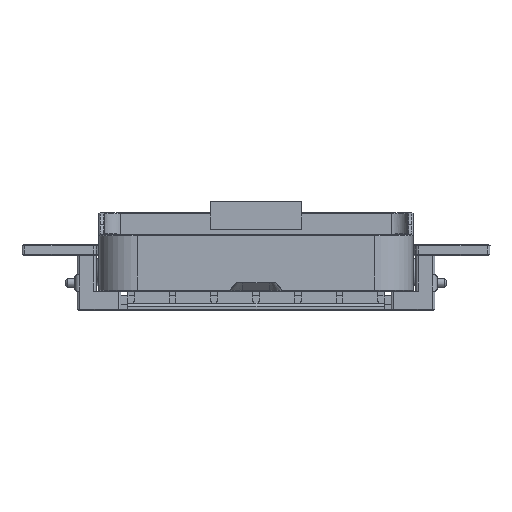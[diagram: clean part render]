
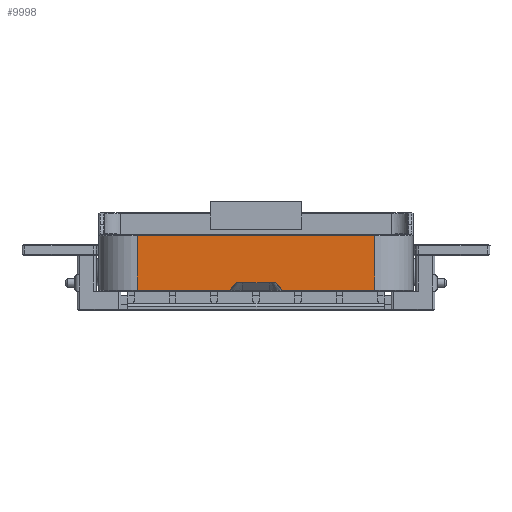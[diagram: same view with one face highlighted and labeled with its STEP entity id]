
A CAD part, front view. The second image highlights one B-rep face of the part: STEP entity #9998.
In plain terms, the highlighted planar face has unit normal (0, -1, 0).
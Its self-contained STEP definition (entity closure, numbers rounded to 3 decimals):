
#503=PLANE('',#10807);
#1086=FACE_OUTER_BOUND('',#1691,.T.);
#1691=EDGE_LOOP('',(#8757,#8758,#8759,#8760,#8761,#8762,#8763,#8764));
#2699=LINE('',#15995,#3805);
#2717=LINE('',#16048,#3823);
#2725=LINE('',#16070,#3831);
#2729=LINE('',#16089,#3835);
#2733=LINE('',#16100,#3839);
#2734=LINE('',#16101,#3840);
#2735=LINE('',#16103,#3841);
#2736=LINE('',#16104,#3842);
#3805=VECTOR('',#13082,10.);
#3823=VECTOR('',#13134,10.);
#3831=VECTOR('',#13158,10.);
#3835=VECTOR('',#13166,10.);
#3839=VECTOR('',#13178,10.);
#3840=VECTOR('',#13179,10.);
#3841=VECTOR('',#13180,10.);
#3842=VECTOR('',#13181,10.);
#4937=VERTEX_POINT('',#15992);
#4938=VERTEX_POINT('',#15994);
#4955=VERTEX_POINT('',#16046);
#4956=VERTEX_POINT('',#16047);
#4962=VERTEX_POINT('',#16069);
#4967=VERTEX_POINT('',#16087);
#4970=VERTEX_POINT('',#16099);
#4971=VERTEX_POINT('',#16102);
#6216=EDGE_CURVE('',#4937,#4938,#2699,.T.);
#6242=EDGE_CURVE('',#4955,#4956,#2717,.T.);
#6254=EDGE_CURVE('',#4956,#4962,#2725,.T.);
#6261=EDGE_CURVE('',#4955,#4967,#2729,.T.);
#6266=EDGE_CURVE('',#4967,#4970,#2733,.T.);
#6267=EDGE_CURVE('',#4970,#4938,#2734,.T.);
#6268=EDGE_CURVE('',#4971,#4937,#2735,.T.);
#6269=EDGE_CURVE('',#4962,#4971,#2736,.T.);
#8757=ORIENTED_EDGE('',*,*,#6242,.F.);
#8758=ORIENTED_EDGE('',*,*,#6261,.T.);
#8759=ORIENTED_EDGE('',*,*,#6266,.T.);
#8760=ORIENTED_EDGE('',*,*,#6267,.T.);
#8761=ORIENTED_EDGE('',*,*,#6216,.F.);
#8762=ORIENTED_EDGE('',*,*,#6268,.F.);
#8763=ORIENTED_EDGE('',*,*,#6269,.F.);
#8764=ORIENTED_EDGE('',*,*,#6254,.F.);
#9998=ADVANCED_FACE('',(#1086),#503,.T.);
#10807=AXIS2_PLACEMENT_3D('',#16098,#13176,#13177);
#13082=DIRECTION('',(-1.,0.,0.));
#13134=DIRECTION('',(-1.,0.,0.));
#13158=DIRECTION('',(0.,0.,1.));
#13166=DIRECTION('',(0.707,0.,0.707));
#13176=DIRECTION('center_axis',(0.,-1.,0.));
#13177=DIRECTION('ref_axis',(1.,0.,0.));
#13178=DIRECTION('',(1.,0.,0.));
#13179=DIRECTION('',(0.707,0.,-0.707));
#13180=DIRECTION('',(0.,0.,-1.));
#13181=DIRECTION('',(1.,0.,0.));
#15992=CARTESIAN_POINT('',(43.,-25.3,-15.6));
#15994=CARTESIAN_POINT('',(9.6,-25.3,-15.6));
#15995=CARTESIAN_POINT('',(-11.25,-25.3,-15.6));
#16046=CARTESIAN_POINT('',(-9.6,-25.3,-15.6));
#16047=CARTESIAN_POINT('',(-43.,-25.3,-15.6));
#16048=CARTESIAN_POINT('',(-11.25,-25.3,-15.6));
#16069=CARTESIAN_POINT('',(-43.,-25.3,4.049));
#16070=CARTESIAN_POINT('',(-43.,-25.3,-4.));
#16087=CARTESIAN_POINT('',(-7.,-25.3,-13.));
#16089=CARTESIAN_POINT('',(-10.375,-25.3,-16.375));
#16098=CARTESIAN_POINT('Origin',(-22.5,-25.3,-8.));
#16099=CARTESIAN_POINT('',(7.,-25.3,-13.));
#16100=CARTESIAN_POINT('',(-11.25,-25.3,-13.));
#16101=CARTESIAN_POINT('',(-0.875,-25.3,-5.125));
#16102=CARTESIAN_POINT('',(43.,-25.3,4.049));
#16103=CARTESIAN_POINT('',(43.,-25.3,-4.));
#16104=CARTESIAN_POINT('',(-11.25,-25.3,4.049));
